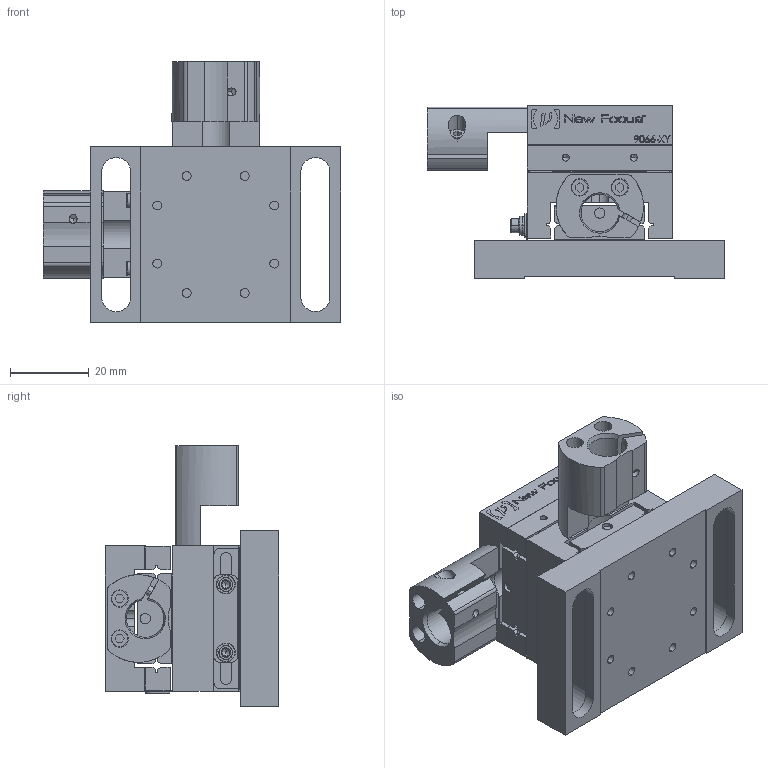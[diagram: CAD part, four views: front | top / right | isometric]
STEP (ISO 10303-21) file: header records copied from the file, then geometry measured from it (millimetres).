
FILE_DESCRIPTION((''),'2;1');
FILE_NAME('9066-XY-R','2022-05-06T16:01:58',('Administrator'),(''),'CREO PARAMETRIC BY PTC INC, 2019030','CREO PARAMETRIC BY PTC INC, 2019030','');
FILE_SCHEMA(('AUTOMOTIVE_DESIGN { 1 0 10303 214 1 1 1 1 }'));
Products named in the file (1): 9066-XY-R
Bounding box: 75.56 x 44.07 x 66.04 mm (x, y, z)
Volume: 50401.8 mm3; surface area: 40792.7 mm2
Topology: 3 solids, 20 shells, 1528 faces, 4004 edges, 2536 vertices
Faces by surface type: plane 672, cylinder 587, cone 176, extrusion 89, torus 4
Entity records: 60039 total; most frequent: CARTESIAN_POINT 10951, DIRECTION 7845, ORIENTED_EDGE 7682, EDGE_CURVE 3844, AXIS2_PLACEMENT_3D 2744, VERTEX_POINT 2536, VECTOR 2357, LINE 2268
